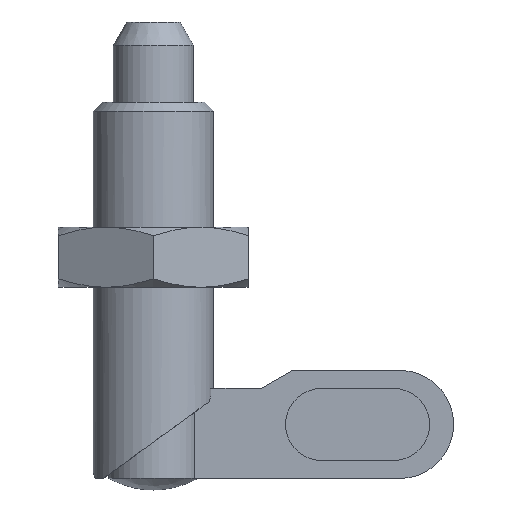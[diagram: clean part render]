
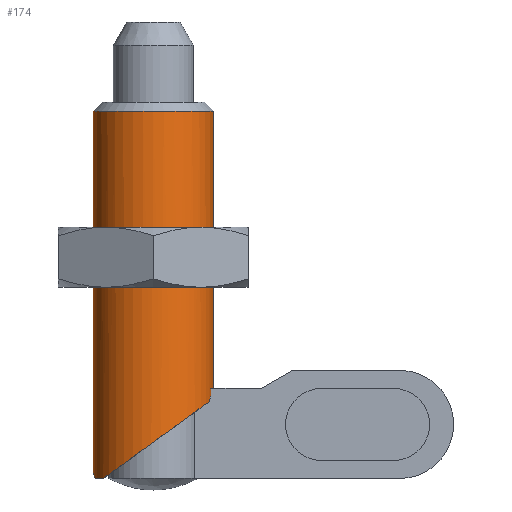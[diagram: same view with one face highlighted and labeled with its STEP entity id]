
A CAD part, front view. The second image highlights one B-rep face of the part: STEP entity #174.
In plain terms, the highlighted cylindrical face has radius 6 mm (diameter 12 mm), a partial arc.
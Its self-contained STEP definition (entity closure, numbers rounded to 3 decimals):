
#174 = ADVANCED_FACE( '', ( #251 ), #252, .T. );
#251 = FACE_OUTER_BOUND( '', #406, .T. );
#252 = CYLINDRICAL_SURFACE( '', #407, 6. );
#406 = EDGE_LOOP( '', ( #576, #577, #578, #579, #580, #581, #582 ) );
#407 = AXIS2_PLACEMENT_3D( '', #583, #584, #585 );
#576 = ORIENTED_EDGE( '', *, *, #1114, .F. );
#577 = ORIENTED_EDGE( '', *, *, #1105, .T. );
#578 = ORIENTED_EDGE( '', *, *, #1115, .F. );
#579 = ORIENTED_EDGE( '', *, *, #1116, .T. );
#580 = ORIENTED_EDGE( '', *, *, #1117, .F. );
#581 = ORIENTED_EDGE( '', *, *, #1118, .T. );
#582 = ORIENTED_EDGE( '', *, *, #1119, .T. );
#583 = CARTESIAN_POINT( '', ( 0., 0., -19.26 ) );
#584 = DIRECTION( '', ( 0., 0., 1. ) );
#585 = DIRECTION( '', ( 1., 0., 0. ) );
#1105 = EDGE_CURVE( '', #1267, #1271, #1273, .T. );
#1114 = EDGE_CURVE( '', #1267, #1290, #1291, .T. );
#1115 = EDGE_CURVE( '', #1292, #1271, #1293, .T. );
#1116 = EDGE_CURVE( '', #1292, #1294, #1295, .T. );
#1117 = EDGE_CURVE( '', #1296, #1294, #1297, .T. );
#1118 = EDGE_CURVE( '', #1296, #1298, #1299, .T. );
#1119 = EDGE_CURVE( '', #1298, #1290, #1300, .T. );
#1267 = VERTEX_POINT( '', #1533 );
#1271 = VERTEX_POINT( '', #1538 );
#1273 = CIRCLE( '', #1541, 6. );
#1290 = VERTEX_POINT( '', #1562 );
#1291 = LINE( '', #1563, #1564 );
#1292 = VERTEX_POINT( '', #1565 );
#1293 = LINE( '', #1566, #1567 );
#1294 = VERTEX_POINT( '', #1568 );
#1295 = B_SPLINE_CURVE_WITH_KNOTS( '', 3, ( #1569, #1570, #1571, #1572, #1573, #1574, #1575, #1576, #1577, #1578, #1579, #1580, #1581, #1582, #1583, #1584, #1585, #1586 ), .UNSPECIFIED., .F., .F., ( 4, 2, 2, 2, 2, 2, 2, 2, 4 ), ( 2.265, 2.387, 2.864, 3.341, 3.818, 4.295, 4.772, 5.249, 5.371 ), .UNSPECIFIED. );
#1296 = VERTEX_POINT( '', #1587 );
#1297 = CIRCLE( '', #1588, 6. );
#1298 = VERTEX_POINT( '', #1589 );
#1299 = ELLIPSE( '', #1590, 7.416, 6. );
#1300 = B_SPLINE_CURVE_WITH_KNOTS( '', 3, ( #1591, #1592, #1593, #1594, #1595, #1596, #1597, #1598, #1599, #1600, #1601, #1602, #1603, #1604, #1605, #1606, #1607, #1608, #1609, #1610, #1611, #1612, #1613, #1614, #1615, #1616 ), .UNSPECIFIED., .F., .F., ( 4, 2, 2, 2, 2, 2, 2, 2, 2, 2, 2, 2, 4 ), ( 1.196, 1.433, 1.91, 2.387, 2.864, 3.341, 3.818, 4.295, 4.772, 5.249, 5.726, 6.203, 6.44 ), .UNSPECIFIED. );
#1533 = CARTESIAN_POINT( '', ( 6., 0., -0.92 ) );
#1538 = CARTESIAN_POINT( '', ( -6., 0., -0.92 ) );
#1541 = AXIS2_PLACEMENT_3D( '', #2258, #2259, #2260 );
#1562 = CARTESIAN_POINT( '', ( 6., 0., -28.6 ) );
#1563 = CARTESIAN_POINT( '', ( 6., 0., -19.26 ) );
#1564 = VECTOR( '', #2277, 1. );
#1565 = CARTESIAN_POINT( '', ( -6., 0., -37.1 ) );
#1566 = CARTESIAN_POINT( '', ( -6., 0., -19.26 ) );
#1567 = VECTOR( '', #2278, 1. );
#1568 = CARTESIAN_POINT( '', ( -5.809, -1.5, -37.6 ) );
#1569 = CARTESIAN_POINT( '', ( -5.809, 1.5, -37.6 ) );
#1570 = CARTESIAN_POINT( '', ( -5.818, 1.467, -37.575 ) );
#1571 = CARTESIAN_POINT( '', ( -5.827, 1.433, -37.551 ) );
#1572 = CARTESIAN_POINT( '', ( -5.867, 1.263, -37.436 ) );
#1573 = CARTESIAN_POINT( '', ( -5.897, 1.116, -37.357 ) );
#1574 = CARTESIAN_POINT( '', ( -5.947, 0.808, -37.228 ) );
#1575 = CARTESIAN_POINT( '', ( -5.967, 0.647, -37.18 ) );
#1576 = CARTESIAN_POINT( '', ( -5.994, 0.323, -37.115 ) );
#1577 = CARTESIAN_POINT( '', ( -6., 0.159, -37.1 ) );
#1578 = CARTESIAN_POINT( '', ( -6., -0.159, -37.1 ) );
#1579 = CARTESIAN_POINT( '', ( -5.994, -0.323, -37.115 ) );
#1580 = CARTESIAN_POINT( '', ( -5.967, -0.647, -37.18 ) );
#1581 = CARTESIAN_POINT( '', ( -5.947, -0.808, -37.228 ) );
#1582 = CARTESIAN_POINT( '', ( -5.897, -1.116, -37.357 ) );
#1583 = CARTESIAN_POINT( '', ( -5.867, -1.263, -37.436 ) );
#1584 = CARTESIAN_POINT( '', ( -5.827, -1.433, -37.551 ) );
#1585 = CARTESIAN_POINT( '', ( -5.818, -1.467, -37.575 ) );
#1586 = CARTESIAN_POINT( '', ( -5.809, -1.5, -37.6 ) );
#1587 = CARTESIAN_POINT( '', ( -5., -3.317, -37.6 ) );
#1588 = AXIS2_PLACEMENT_3D( '', #2279, #2280, #2281 );
#1589 = CARTESIAN_POINT( '', ( 5.582, -2.199, -29.911 ) );
#1590 = AXIS2_PLACEMENT_3D( '', #2282, #2283, #2284 );
#1591 = CARTESIAN_POINT( '', ( 5.582, -2.199, -29.911 ) );
#1592 = CARTESIAN_POINT( '', ( 5.598, -2.16, -29.839 ) );
#1593 = CARTESIAN_POINT( '', ( 5.614, -2.118, -29.769 ) );
#1594 = CARTESIAN_POINT( '', ( 5.664, -1.981, -29.566 ) );
#1595 = CARTESIAN_POINT( '', ( 5.7, -1.878, -29.442 ) );
#1596 = CARTESIAN_POINT( '', ( 5.768, -1.658, -29.222 ) );
#1597 = CARTESIAN_POINT( '', ( 5.802, -1.534, -29.119 ) );
#1598 = CARTESIAN_POINT( '', ( 5.867, -1.263, -28.936 ) );
#1599 = CARTESIAN_POINT( '', ( 5.897, -1.116, -28.857 ) );
#1600 = CARTESIAN_POINT( '', ( 5.947, -0.808, -28.728 ) );
#1601 = CARTESIAN_POINT( '', ( 5.967, -0.647, -28.68 ) );
#1602 = CARTESIAN_POINT( '', ( 5.994, -0.323, -28.615 ) );
#1603 = CARTESIAN_POINT( '', ( 6., -0.159, -28.6 ) );
#1604 = CARTESIAN_POINT( '', ( 6., 0.159, -28.6 ) );
#1605 = CARTESIAN_POINT( '', ( 5.994, 0.323, -28.615 ) );
#1606 = CARTESIAN_POINT( '', ( 5.967, 0.647, -28.68 ) );
#1607 = CARTESIAN_POINT( '', ( 5.947, 0.808, -28.728 ) );
#1608 = CARTESIAN_POINT( '', ( 5.897, 1.116, -28.857 ) );
#1609 = CARTESIAN_POINT( '', ( 5.867, 1.263, -28.936 ) );
#1610 = CARTESIAN_POINT( '', ( 5.802, 1.534, -29.119 ) );
#1611 = CARTESIAN_POINT( '', ( 5.768, 1.658, -29.222 ) );
#1612 = CARTESIAN_POINT( '', ( 5.7, 1.878, -29.442 ) );
#1613 = CARTESIAN_POINT( '', ( 5.664, 1.981, -29.566 ) );
#1614 = CARTESIAN_POINT( '', ( 5.614, 2.118, -29.769 ) );
#1615 = CARTESIAN_POINT( '', ( 5.598, 2.16, -29.839 ) );
#1616 = CARTESIAN_POINT( '', ( 5.582, 2.199, -29.911 ) );
#2258 = CARTESIAN_POINT( '', ( 0., 0., -0.92 ) );
#2259 = DIRECTION( '', ( 0., 0., -1. ) );
#2260 = DIRECTION( '', ( 1., 0., 0. ) );
#2277 = DIRECTION( '', ( 0., 0., -1. ) );
#2278 = DIRECTION( '', ( 0., 0., 1. ) );
#2279 = CARTESIAN_POINT( '', ( 0., 0., -37.6 ) );
#2280 = DIRECTION( '', ( 0., 0., -1. ) );
#2281 = DIRECTION( '', ( 1., 0., 0. ) );
#2282 = CARTESIAN_POINT( '', ( 0., 0., -33.967 ) );
#2283 = DIRECTION( '', ( -0.588, 0., 0.809 ) );
#2284 = DIRECTION( '', ( 0.809, 0., 0.588 ) );
